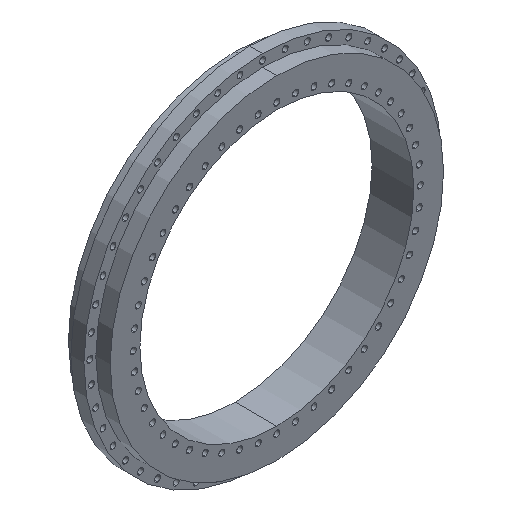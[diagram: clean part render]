
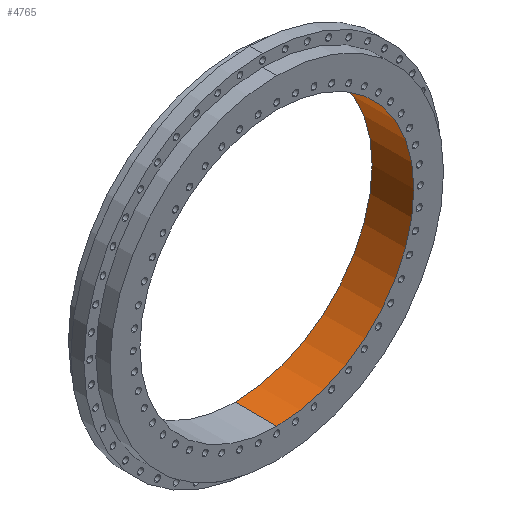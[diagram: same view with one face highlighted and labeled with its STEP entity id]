
A CAD part, isometric view. The second image highlights one B-rep face of the part: STEP entity #4765.
In plain terms, the highlighted cylindrical face has radius 230 mm (diameter 460 mm), a partial arc.
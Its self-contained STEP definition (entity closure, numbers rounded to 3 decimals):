
#4330 = EDGE_CURVE ( 'NONE', #4490, #4542, #9649, .T. ) ;
#4478 = VERTEX_POINT ( 'NONE', #10070 ) ;
#4490 = VERTEX_POINT ( 'NONE', #10103 ) ;
#4491 = EDGE_CURVE ( 'NONE', #4478, #4542, #10107, .T. ) ;
#4502 = VERTEX_POINT ( 'NONE', #10094 ) ;
#4538 = EDGE_CURVE ( 'NONE', #4502, #4490, #10160, .T. ) ;
#4542 = VERTEX_POINT ( 'NONE', #10150 ) ;
#4745 = EDGE_LOOP ( 'NONE', ( #4799, #4768, #4769, #4767 ) ) ;
#4764 = EDGE_CURVE ( 'NONE', #4502, #4478, #10583, .T. ) ;
#4765 = ADVANCED_FACE ( 'NONE', ( #10579 ), #10592, .F. ) ;
#4767 = ORIENTED_EDGE ( 'NONE', *, *, #4330, .T. ) ;
#4768 = ORIENTED_EDGE ( 'NONE', *, *, #4764, .F. ) ;
#4769 = ORIENTED_EDGE ( 'NONE', *, *, #4538, .T. ) ;
#4799 = ORIENTED_EDGE ( 'NONE', *, *, #4491, .F. ) ;
#9629 = DIRECTION ( 'NONE',  ( 0., 0., -1. ) ) ;
#9630 = DIRECTION ( 'NONE',  ( 0., -1., 0. ) ) ;
#9632 = AXIS2_PLACEMENT_3D ( 'NONE', #9637, #9630, #9629 ) ;
#9637 = CARTESIAN_POINT ( 'NONE',  ( 0., 0., 0. ) ) ;
#9649 = CIRCLE ( 'NONE', #9632, 230. ) ;
#10070 = CARTESIAN_POINT ( 'NONE',  ( 0., 70., 230. ) ) ;
#10094 = CARTESIAN_POINT ( 'NONE',  ( 0., 70., -230. ) ) ;
#10097 = DIRECTION ( 'NONE',  ( 0., -1., 0. ) ) ;
#10098 = VECTOR ( 'NONE', #10097, 1000. ) ;
#10099 = CARTESIAN_POINT ( 'NONE',  ( 0., 0., 230. ) ) ;
#10103 = CARTESIAN_POINT ( 'NONE',  ( 0., 0., -230. ) ) ;
#10107 = LINE ( 'NONE', #10099, #10098 ) ;
#10145 = DIRECTION ( 'NONE',  ( 0., -1., 0. ) ) ;
#10150 = CARTESIAN_POINT ( 'NONE',  ( 0., 0., 230. ) ) ;
#10152 = VECTOR ( 'NONE', #10145, 1000. ) ;
#10153 = CARTESIAN_POINT ( 'NONE',  ( 0., 0., -230. ) ) ;
#10160 = LINE ( 'NONE', #10153, #10152 ) ;
#10544 = DIRECTION ( 'NONE',  ( 0., -1., 0. ) ) ;
#10545 = CARTESIAN_POINT ( 'NONE',  ( 0., 0., 0. ) ) ;
#10552 = CARTESIAN_POINT ( 'NONE',  ( 0., 70., 0. ) ) ;
#10575 = DIRECTION ( 'NONE',  ( 0., 0., -1. ) ) ;
#10576 = AXIS2_PLACEMENT_3D ( 'NONE', #10545, #10544, #10575 ) ;
#10579 = FACE_OUTER_BOUND ( 'NONE', #4745, .T. ) ;
#10580 = DIRECTION ( 'NONE',  ( 0., 0., -1. ) ) ;
#10581 = DIRECTION ( 'NONE',  ( 0., -1., 0. ) ) ;
#10582 = AXIS2_PLACEMENT_3D ( 'NONE', #10552, #10581, #10580 ) ;
#10583 = CIRCLE ( 'NONE', #10582, 230. ) ;
#10592 = CYLINDRICAL_SURFACE ( 'NONE', #10576, 230. ) ;
